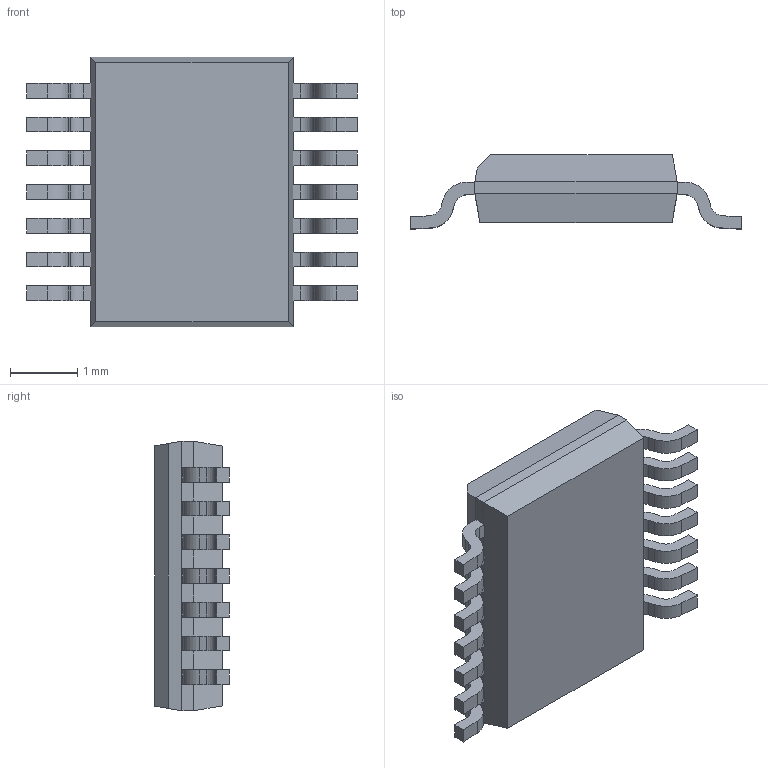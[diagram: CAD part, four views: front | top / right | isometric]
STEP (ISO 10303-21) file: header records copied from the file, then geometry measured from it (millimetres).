
FILE_DESCRIPTION (( 'STEP AP214' ), '1' );
FILE_NAME ('MSOP14-3-0.5.STEP', '2019-08-21T04:21:10', ( '' ), ( '' ), 'SwSTEP 2.0', 'SolidWorks 2017', '' );
FILE_SCHEMA (( 'AUTOMOTIVE_DESIGN' ));
Length unit declared in the file: millimetre
Products named in the file (1): MSOP14-3-0.5
Bounding box: 4.9 x 1.1 x 4 mm (x, y, z)
Volume: 12.2 mm3; surface area: 49.3 mm2
Topology: 1 solids, 1 shells, 200 faces, 583 edges, 386 vertices
Faces by surface type: plane 142, cylinder 56, cone 2
Entity records: 8615 total; most frequent: CARTESIAN_POINT 1170, ORIENTED_EDGE 1166, DIRECTION 1101, EDGE_CURVE 583, VECTOR 467, LINE 467, VERTEX_POINT 386, AXIS2_PLACEMENT_3D 317
